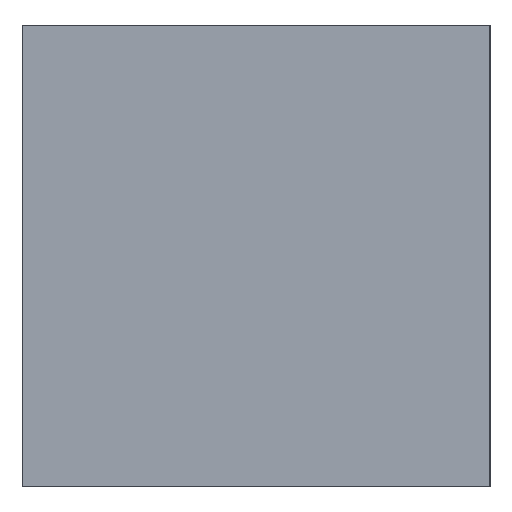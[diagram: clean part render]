
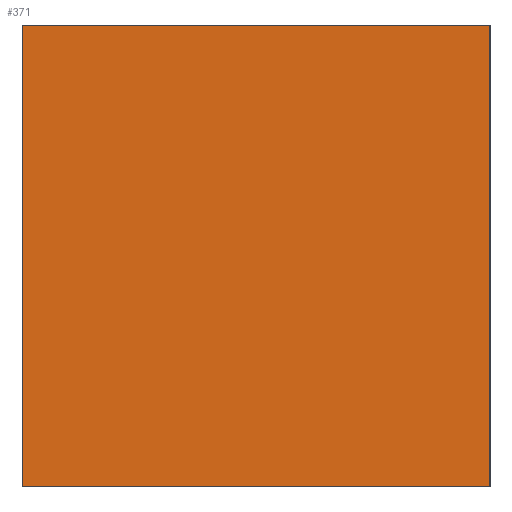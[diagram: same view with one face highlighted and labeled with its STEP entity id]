
A CAD part, left-side view. The second image highlights one B-rep face of the part: STEP entity #371.
In plain terms, the highlighted planar face has unit normal (-1, 0, 0).
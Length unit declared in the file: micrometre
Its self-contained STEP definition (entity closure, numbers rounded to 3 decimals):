
#371=ADVANCED_FACE('0:493',(#597),#598,.T.);
#597=FACE_OUTER_BOUND('',#996,.T.);
#598=PLANE('',#997);
#996=EDGE_LOOP('',(#1453,#1454,#1455,#1456));
#997=AXIS2_PLACEMENT_3D('',#1457,#1458,#1459);
#1453=ORIENTED_EDGE('',*,*,#2725,.T.);
#1454=ORIENTED_EDGE('',*,*,#2724,.T.);
#1455=ORIENTED_EDGE('',*,*,#2727,.F.);
#1456=ORIENTED_EDGE('',*,*,#2728,.T.);
#1457=CARTESIAN_POINT('',(-201.0,-0.5,-112.0));
#1458=DIRECTION('',(-1.0,0.0,0.0));
#1459=DIRECTION('',(0.0,0.0,1.0));
#2724=EDGE_CURVE('0:556',#3140,#3142,#3144,.T.);
#2725=EDGE_CURVE('0:559',#3145,#3140,#3146,.T.);
#2727=EDGE_CURVE('0:565',#3148,#3142,#3149,.T.);
#2728=EDGE_CURVE('0:568',#3148,#3145,#3150,.T.);
#3140=VERTEX_POINT('',#3785);
#3142=VERTEX_POINT('',#3788);
#3144=LINE('',#3791,#3792);
#3145=VERTEX_POINT('',#3793);
#3146=LINE('',#3794,#3795);
#3148=VERTEX_POINT('',#3798);
#3149=LINE('',#3799,#3800);
#3150=LINE('',#3801,#3802);
#3785=CARTESIAN_POINT('',(-201.0,-104.5,92.9));
#3788=CARTESIAN_POINT('',(-201.0,103.5,92.9));
#3791=CARTESIAN_POINT('',(-201.0,-0.5,92.9));
#3792=VECTOR('',#4735,1000000.0);
#3793=CARTESIAN_POINT('',(-201.0,-104.5,-112.0));
#3794=CARTESIAN_POINT('',(-201.0,-104.5,-112.0));
#3795=VECTOR('',#4736,1000000.0);
#3798=CARTESIAN_POINT('',(-201.0,103.5,-112.0));
#3799=CARTESIAN_POINT('',(-201.0,103.5,-112.0));
#3800=VECTOR('',#4738,1000000.0);
#3801=CARTESIAN_POINT('',(-201.0,-0.5,-112.0));
#3802=VECTOR('',#4739,1000000.0);
#4735=DIRECTION('',(0.0,1.0,0.0));
#4736=DIRECTION('',(0.0,0.0,1.0));
#4738=DIRECTION('',(0.0,0.0,1.0));
#4739=DIRECTION('',(0.0,-1.0,0.0));
